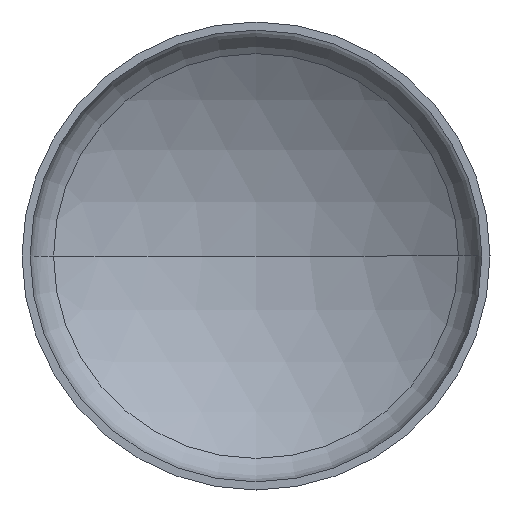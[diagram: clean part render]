
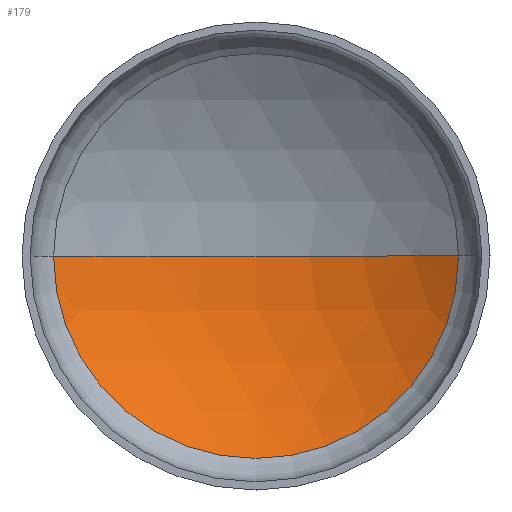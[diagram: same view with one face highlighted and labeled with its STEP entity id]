
A CAD part, front view. The second image highlights one B-rep face of the part: STEP entity #179.
In plain terms, the highlighted spherical face has radius 87.44 mm.
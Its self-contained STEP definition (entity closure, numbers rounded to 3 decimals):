
#1 = DIRECTION ( 'NONE',  ( 0., 0., 1. ) ) ;
#6 = CARTESIAN_POINT ( 'NONE',  ( -49.437, 12.683, 0. ) ) ;
#30 = AXIS2_PLACEMENT_3D ( 'NONE', #379, #1, #165 ) ;
#72 = AXIS2_PLACEMENT_3D ( 'NONE', #359, #360, #286 ) ;
#75 = VERTEX_POINT ( 'NONE', #6 ) ;
#95 = FACE_OUTER_BOUND ( 'NONE', #145, .T. ) ;
#108 = CARTESIAN_POINT ( 'NONE',  ( 0., -59.44, 0. ) ) ;
#130 = CARTESIAN_POINT ( 'NONE',  ( 0., 28., 0. ) ) ;
#145 = EDGE_LOOP ( 'NONE', ( #356, #273, #336 ) ) ;
#147 = VERTEX_POINT ( 'NONE', #130 ) ;
#165 = DIRECTION ( 'NONE',  ( -1., 0., 0. ) ) ;
#169 = DIRECTION ( 'NONE',  ( 0., 1., 0. ) ) ;
#179 = ADVANCED_FACE ( 'NONE', ( #95 ), #277, .F. ) ;
#197 = DIRECTION ( 'NONE',  ( -1., 0., 0. ) ) ;
#200 = DIRECTION ( 'NONE',  ( 0., 0., 1. ) ) ;
#201 = EDGE_CURVE ( 'NONE', #339, #75, #242, .T. ) ;
#217 = EDGE_CURVE ( 'NONE', #75, #147, #349, .T. ) ;
#242 = CIRCLE ( 'NONE', #287, 49.437 ) ;
#261 = AXIS2_PLACEMENT_3D ( 'NONE', #108, #200, #355 ) ;
#266 = CARTESIAN_POINT ( 'NONE',  ( 0., 12.683, 0. ) ) ;
#273 = ORIENTED_EDGE ( 'NONE', *, *, #320, .T. ) ;
#277 = SPHERICAL_SURFACE ( 'NONE', #30, 87.44 ) ;
#286 = DIRECTION ( 'NONE',  ( -1., 0., 0. ) ) ;
#287 = AXIS2_PLACEMENT_3D ( 'NONE', #266, #169, #197 ) ;
#288 = CARTESIAN_POINT ( 'NONE',  ( 49.437, 12.683, 0. ) ) ;
#320 = EDGE_CURVE ( 'NONE', #339, #147, #400, .T. ) ;
#336 = ORIENTED_EDGE ( 'NONE', *, *, #217, .F. ) ;
#339 = VERTEX_POINT ( 'NONE', #288 ) ;
#349 = CIRCLE ( 'NONE', #72, 87.44 ) ;
#355 = DIRECTION ( 'NONE',  ( 1., 0., 0. ) ) ;
#356 = ORIENTED_EDGE ( 'NONE', *, *, #201, .F. ) ;
#359 = CARTESIAN_POINT ( 'NONE',  ( 0., -59.44, 0. ) ) ;
#360 = DIRECTION ( 'NONE',  ( 0., 0., -1. ) ) ;
#379 = CARTESIAN_POINT ( 'NONE',  ( 0., -59.44, 0. ) ) ;
#400 = CIRCLE ( 'NONE', #261, 87.44 ) ;
